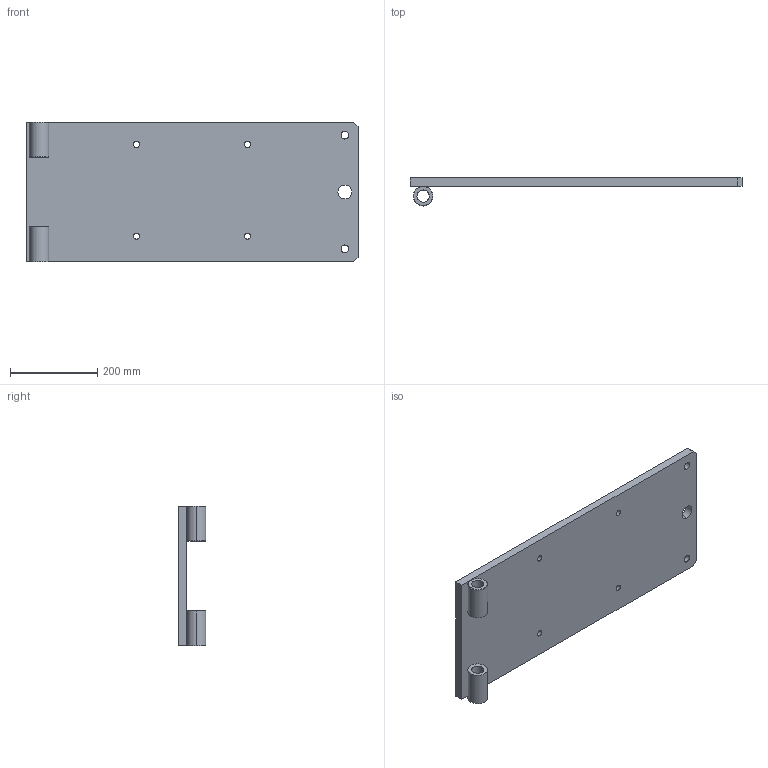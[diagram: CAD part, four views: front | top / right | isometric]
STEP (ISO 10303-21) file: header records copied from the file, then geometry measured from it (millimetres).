
FILE_DESCRIPTION (( 'STEP AP214' ), '1' );
FILE_NAME ('432M01-馬達固定座.STEP', '2023-11-02T08:44:07', ( '' ), ( '' ), 'SwSTEP 2.0', 'SolidWorks 2020', '' );
FILE_SCHEMA (( 'AUTOMOTIVE_DESIGN' ));
Length unit declared in the file: millimetre
Products named in the file (1): 432M01-馬達固定座
Bounding box: 760 x 64 x 320 mm (x, y, z)
Volume: 4738589.3 mm3; surface area: 570981.5 mm2
Topology: 3 solids, 3 shells, 38 faces, 92 edges, 60 vertices
Faces by surface type: cylinder 22, plane 12, cone 4
Entity records: 1264 total; most frequent: DIRECTION 218, CARTESIAN_POINT 191, ORIENTED_EDGE 184, EDGE_CURVE 92, AXIS2_PLACEMENT_3D 87, VERTEX_POINT 60, EDGE_LOOP 56, CIRCLE 48
